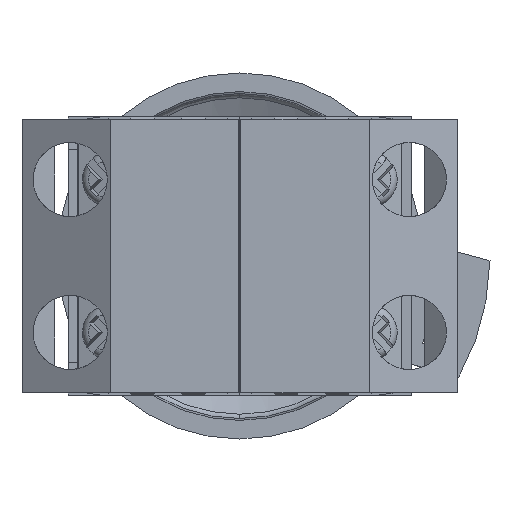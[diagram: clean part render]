
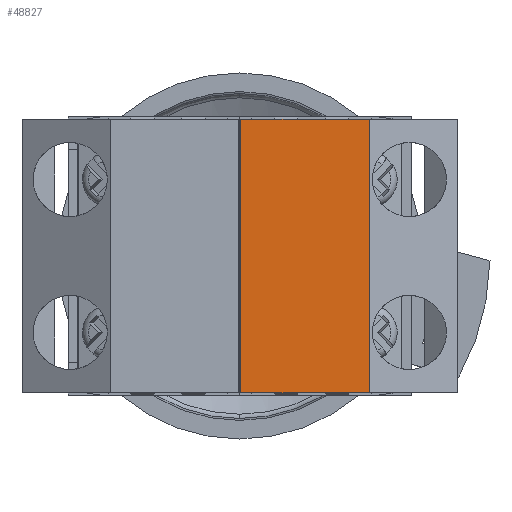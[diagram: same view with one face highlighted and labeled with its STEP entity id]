
A CAD part, front view. The second image highlights one B-rep face of the part: STEP entity #48827.
In plain terms, the highlighted planar face has unit normal (0, -1, 0).
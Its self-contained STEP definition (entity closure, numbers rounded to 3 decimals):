
#1460 = EDGE_CURVE ( 'NONE', #54196, #6969, #12909, .T. ) ;
#3906 = EDGE_CURVE ( 'NONE', #32175, #14854, #37339, .T. ) ;
#4118 = DIRECTION ( 'NONE',  ( 0., 0., -1. ) ) ;
#6898 = CARTESIAN_POINT ( 'NONE',  ( 0., -27.5, -14.75 ) ) ;
#6969 = VERTEX_POINT ( 'NONE', #29334 ) ;
#8197 = CARTESIAN_POINT ( 'NONE',  ( 14., -27.5, 14.75 ) ) ;
#8535 = EDGE_LOOP ( 'NONE', ( #43878, #44151, #21121, #14955 ) ) ;
#9186 = VECTOR ( 'NONE', #4118, 1000. ) ;
#9654 = CARTESIAN_POINT ( 'NONE',  ( 0.1, -27.5, 14.75 ) ) ;
#10406 = VECTOR ( 'NONE', #22584, 1000. ) ;
#12061 = VECTOR ( 'NONE', #12801, 1000. ) ;
#12801 = DIRECTION ( 'NONE',  ( 0., 0., -1. ) ) ;
#12909 = LINE ( 'NONE', #6898, #46091 ) ;
#14261 = FACE_OUTER_BOUND ( 'NONE', #8535, .T. ) ;
#14854 = VERTEX_POINT ( 'NONE', #50425 ) ;
#14955 = ORIENTED_EDGE ( 'NONE', *, *, #33101, .T. ) ;
#17729 = AXIS2_PLACEMENT_3D ( 'NONE', #49997, #54538, #27505 ) ;
#18419 = PLANE ( 'NONE',  #17729 ) ;
#20549 = DIRECTION ( 'NONE',  ( 1., 0., 0. ) ) ;
#21121 = ORIENTED_EDGE ( 'NONE', *, *, #3906, .F. ) ;
#22584 = DIRECTION ( 'NONE',  ( 1., 0., 0. ) ) ;
#27505 = DIRECTION ( 'NONE',  ( -1., 0., 0. ) ) ;
#29334 = CARTESIAN_POINT ( 'NONE',  ( 14., -27.5, -14.75 ) ) ;
#32175 = VERTEX_POINT ( 'NONE', #9654 ) ;
#33051 = EDGE_CURVE ( 'NONE', #14854, #6969, #49513, .T. ) ;
#33101 = EDGE_CURVE ( 'NONE', #32175, #54196, #33244, .T. ) ;
#33244 = LINE ( 'NONE', #44584, #9186 ) ;
#33793 = CARTESIAN_POINT ( 'NONE',  ( 0.1, -27.5, -14.75 ) ) ;
#37339 = LINE ( 'NONE', #45071, #10406 ) ;
#43878 = ORIENTED_EDGE ( 'NONE', *, *, #1460, .T. ) ;
#44151 = ORIENTED_EDGE ( 'NONE', *, *, #33051, .F. ) ;
#44584 = CARTESIAN_POINT ( 'NONE',  ( 0.1, -27.5, 14.75 ) ) ;
#45071 = CARTESIAN_POINT ( 'NONE',  ( 0., -27.5, 14.75 ) ) ;
#46091 = VECTOR ( 'NONE', #20549, 1000. ) ;
#48827 = ADVANCED_FACE ( 'NONE', ( #14261 ), #18419, .F. ) ;
#49513 = LINE ( 'NONE', #8197, #12061 ) ;
#49997 = CARTESIAN_POINT ( 'NONE',  ( 0., -27.5, 14.75 ) ) ;
#50425 = CARTESIAN_POINT ( 'NONE',  ( 14., -27.5, 14.75 ) ) ;
#54196 = VERTEX_POINT ( 'NONE', #33793 ) ;
#54538 = DIRECTION ( 'NONE',  ( 0., 1., 0. ) ) ;
